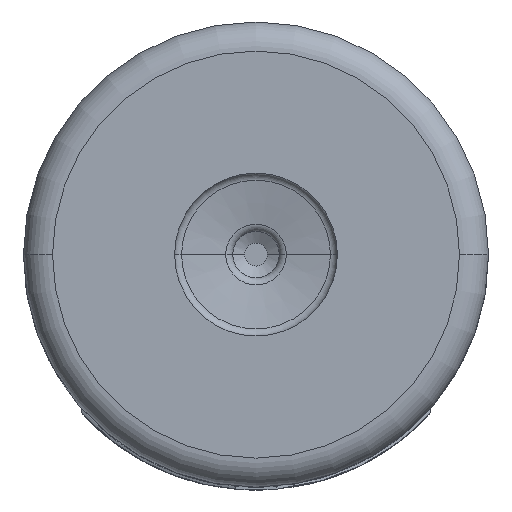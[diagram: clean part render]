
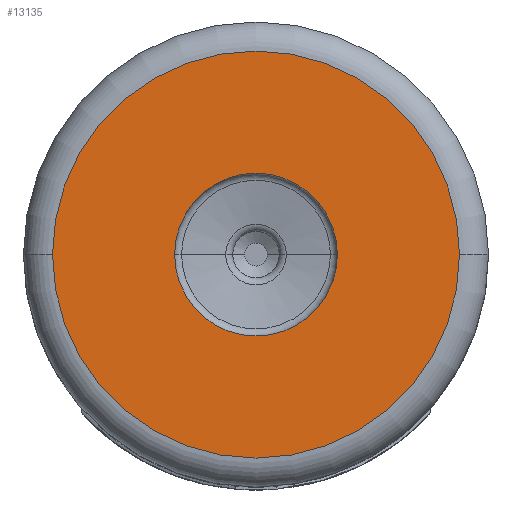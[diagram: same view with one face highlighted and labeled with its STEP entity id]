
A CAD part, front view. The second image highlights one B-rep face of the part: STEP entity #13135.
In plain terms, the highlighted planar face has unit normal (0, -1, 0).
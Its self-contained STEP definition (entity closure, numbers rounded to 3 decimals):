
#1749=CARTESIAN_POINT('',(0.,-4.,0.));
#1750=DIRECTION('',(0.,-1.,0.));
#1751=DIRECTION('',(1.,0.,0.));
#1752=AXIS2_PLACEMENT_3D('',#1749,#1750,#1751);
#1764=CARTESIAN_POINT('',(0.,-4.,0.));
#1765=DIRECTION('',(0.,-1.,0.));
#1766=DIRECTION('',(-1.,0.,0.));
#1767=AXIS2_PLACEMENT_3D('',#1764,#1765,#1766);
#1769=CARTESIAN_POINT('',(0.,-4.,0.));
#1770=DIRECTION('',(0.,-1.,0.));
#1771=DIRECTION('',(1.,0.,0.));
#1772=AXIS2_PLACEMENT_3D('',#1769,#1770,#1771);
#1774=CARTESIAN_POINT('',(0.,-4.,0.));
#1775=DIRECTION('',(0.,-1.,0.));
#1776=DIRECTION('',(-1.,0.,0.));
#1777=AXIS2_PLACEMENT_3D('',#1774,#1775,#1776);
#11241=CARTESIAN_POINT('',(-1.4,-4.,0.));
#11242=CARTESIAN_POINT('',(1.4,-4.,0.));
#11243=VERTEX_POINT('',#11241);
#11244=VERTEX_POINT('',#11242);
#11245=CARTESIAN_POINT('',(3.5,-4.,0.));
#11246=CARTESIAN_POINT('',(-3.5,-4.,0.));
#11247=VERTEX_POINT('',#11245);
#11248=VERTEX_POINT('',#11246);
#13119=CARTESIAN_POINT('',(0.,-4.,0.));
#13120=DIRECTION('',(0.,1.,0.));
#13121=DIRECTION('',(1.,0.,0.));
#13122=AXIS2_PLACEMENT_3D('',#13119,#13120,#13121);
#13123=PLANE('',#13122);
#13124=ORIENTED_EDGE('',*,*,#13109,.F.);
#13126=ORIENTED_EDGE('',*,*,#13125,.F.);
#13127=EDGE_LOOP('',(#13124,#13126));
#13128=FACE_OUTER_BOUND('',#13127,.F.);
#13130=ORIENTED_EDGE('',*,*,#13129,.T.);
#13132=ORIENTED_EDGE('',*,*,#13131,.T.);
#13133=EDGE_LOOP('',(#13130,#13132));
#13134=FACE_BOUND('',#13133,.F.);
#13135=ADVANCED_FACE('',(#13128,#13134),#13123,.F.);
#1753=CIRCLE('',#1752,3.5);
#1768=CIRCLE('',#1767,1.4);
#1773=CIRCLE('',#1772,1.4);
#1778=CIRCLE('',#1777,3.5);
#13109=EDGE_CURVE('',#11247,#11248,#1753,.T.);
#13125=EDGE_CURVE('',#11248,#11247,#1778,.T.);
#13129=EDGE_CURVE('',#11243,#11244,#1768,.T.);
#13131=EDGE_CURVE('',#11244,#11243,#1773,.T.);
